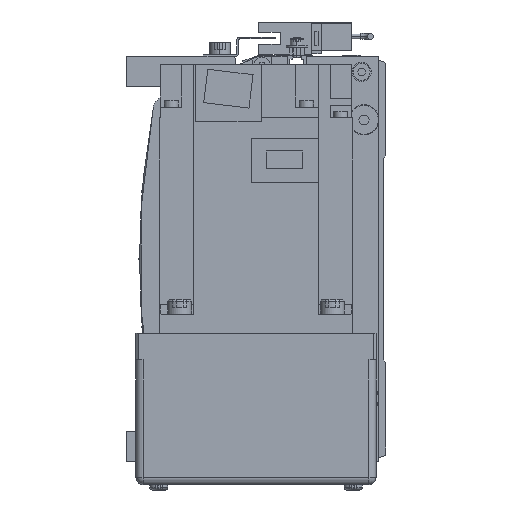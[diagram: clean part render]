
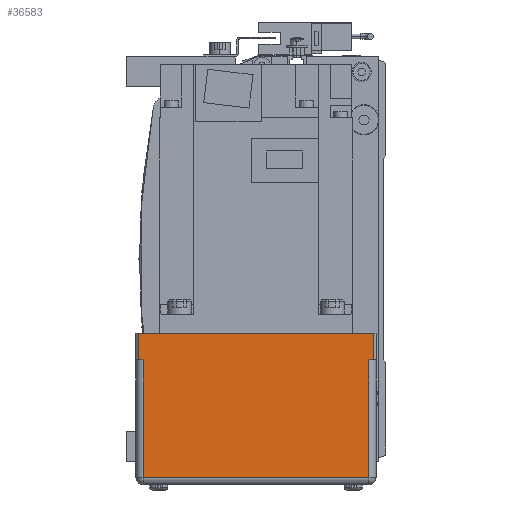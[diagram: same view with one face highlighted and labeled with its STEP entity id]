
A CAD part, left-side view. The second image highlights one B-rep face of the part: STEP entity #36583.
In plain terms, the highlighted planar face has unit normal (-1, 0, 0).
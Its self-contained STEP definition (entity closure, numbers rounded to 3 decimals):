
#195 = ORIENTED_EDGE ( 'NONE', *, *, #21445, .T. ) ;
#282 = CARTESIAN_POINT ( 'NONE',  ( -189.5, 103., -42. ) ) ;
#473 = DIRECTION ( 'NONE',  ( 0., -1., 0. ) ) ;
#721 = ORIENTED_EDGE ( 'NONE', *, *, #5312, .T. ) ;
#899 = CARTESIAN_POINT ( 'NONE',  ( -189.5, 103., -31. ) ) ;
#1124 = VERTEX_POINT ( 'NONE', #38316 ) ;
#1608 = EDGE_CURVE ( 'NONE', #5426, #5731, #38710, .T. ) ;
#1965 = DIRECTION ( 'NONE',  ( 0., 0., 1. ) ) ;
#1970 = ORIENTED_EDGE ( 'NONE', *, *, #27862, .T. ) ;
#2392 = CARTESIAN_POINT ( 'NONE',  ( -189.5, 103., -42. ) ) ;
#2473 = LINE ( 'NONE', #42173, #22807 ) ;
#4012 = VECTOR ( 'NONE', #27232, 1000. ) ;
#4570 = CARTESIAN_POINT ( 'NONE',  ( -189.5, 7., -91. ) ) ;
#5312 = EDGE_CURVE ( 'NONE', #5426, #9210, #40171, .T. ) ;
#5426 = VERTEX_POINT ( 'NONE', #33640 ) ;
#5589 = VECTOR ( 'NONE', #24106, 1000. ) ;
#5592 = VECTOR ( 'NONE', #14119, 1000. ) ;
#5731 = VERTEX_POINT ( 'NONE', #26654 ) ;
#5858 = FACE_OUTER_BOUND ( 'NONE', #28844, .T. ) ;
#6152 = CARTESIAN_POINT ( 'NONE',  ( -189.5, 7., -42. ) ) ;
#6326 = LINE ( 'NONE', #39285, #36682 ) ;
#6597 = CARTESIAN_POINT ( 'NONE',  ( -189.5, 103., -42. ) ) ;
#8257 = DIRECTION ( 'NONE',  ( -1., 0., 0. ) ) ;
#9210 = VERTEX_POINT ( 'NONE', #22312 ) ;
#9752 = VECTOR ( 'NONE', #12531, 1000. ) ;
#10857 = ORIENTED_EDGE ( 'NONE', *, *, #37512, .F. ) ;
#11578 = EDGE_CURVE ( 'NONE', #12682, #5731, #20253, .T. ) ;
#12301 = LINE ( 'NONE', #32055, #9752 ) ;
#12531 = DIRECTION ( 'NONE',  ( 0., 0., 1. ) ) ;
#12682 = VERTEX_POINT ( 'NONE', #282 ) ;
#13552 = LINE ( 'NONE', #14183, #4012 ) ;
#14119 = DIRECTION ( 'NONE',  ( 0., -1., 0. ) ) ;
#14183 = CARTESIAN_POINT ( 'NONE',  ( -189.5, 5., -42. ) ) ;
#15322 = AXIS2_PLACEMENT_3D ( 'NONE', #2392, #8257, #1965 ) ;
#15412 = DIRECTION ( 'NONE',  ( 0., 0., 1. ) ) ;
#18318 = CARTESIAN_POINT ( 'NONE',  ( -189.5, 103., -31. ) ) ;
#19775 = VERTEX_POINT ( 'NONE', #18318 ) ;
#20253 = LINE ( 'NONE', #6597, #31014 ) ;
#20737 = ORIENTED_EDGE ( 'NONE', *, *, #22841, .F. ) ;
#21095 = EDGE_CURVE ( 'NONE', #39788, #1124, #2473, .T. ) ;
#21445 = EDGE_CURVE ( 'NONE', #9210, #39788, #6326, .T. ) ;
#22312 = CARTESIAN_POINT ( 'NONE',  ( -189.5, 7., -91. ) ) ;
#22807 = VECTOR ( 'NONE', #473, 1000. ) ;
#22841 = EDGE_CURVE ( 'NONE', #12682, #19775, #12301, .T. ) ;
#23919 = LINE ( 'NONE', #899, #5592 ) ;
#24106 = DIRECTION ( 'NONE',  ( 0., -1., 0. ) ) ;
#25164 = PLANE ( 'NONE',  #15322 ) ;
#26654 = CARTESIAN_POINT ( 'NONE',  ( -189.5, 101., -42. ) ) ;
#26820 = ORIENTED_EDGE ( 'NONE', *, *, #11578, .T. ) ;
#27232 = DIRECTION ( 'NONE',  ( 0., 0., 1. ) ) ;
#27862 = EDGE_CURVE ( 'NONE', #1124, #32983, #13552, .T. ) ;
#28844 = EDGE_LOOP ( 'NONE', ( #32199, #721, #195, #42949, #1970, #10857, #20737, #26820 ) ) ;
#31014 = VECTOR ( 'NONE', #33484, 1000. ) ;
#31535 = DIRECTION ( 'NONE',  ( 0., 0., 1. ) ) ;
#32055 = CARTESIAN_POINT ( 'NONE',  ( -189.5, 103., -42. ) ) ;
#32199 = ORIENTED_EDGE ( 'NONE', *, *, #1608, .F. ) ;
#32396 = CARTESIAN_POINT ( 'NONE',  ( -189.5, 101., -94. ) ) ;
#32983 = VERTEX_POINT ( 'NONE', #36666 ) ;
#33484 = DIRECTION ( 'NONE',  ( 0., -1., 0. ) ) ;
#33640 = CARTESIAN_POINT ( 'NONE',  ( -189.5, 101., -91. ) ) ;
#36583 = ADVANCED_FACE ( 'NONE', ( #5858 ), #25164, .T. ) ;
#36666 = CARTESIAN_POINT ( 'NONE',  ( -189.5, 5., -31. ) ) ;
#36682 = VECTOR ( 'NONE', #15412, 1000. ) ;
#37512 = EDGE_CURVE ( 'NONE', #19775, #32983, #23919, .T. ) ;
#38316 = CARTESIAN_POINT ( 'NONE',  ( -189.5, 5., -42. ) ) ;
#38710 = LINE ( 'NONE', #32396, #41434 ) ;
#39285 = CARTESIAN_POINT ( 'NONE',  ( -189.5, 7., -94. ) ) ;
#39788 = VERTEX_POINT ( 'NONE', #6152 ) ;
#40171 = LINE ( 'NONE', #4570, #5589 ) ;
#41434 = VECTOR ( 'NONE', #31535, 1000. ) ;
#42173 = CARTESIAN_POINT ( 'NONE',  ( -189.5, 103., -42. ) ) ;
#42949 = ORIENTED_EDGE ( 'NONE', *, *, #21095, .T. ) ;
